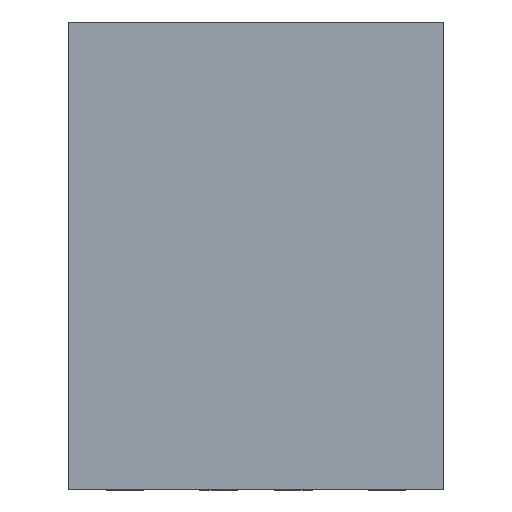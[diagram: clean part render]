
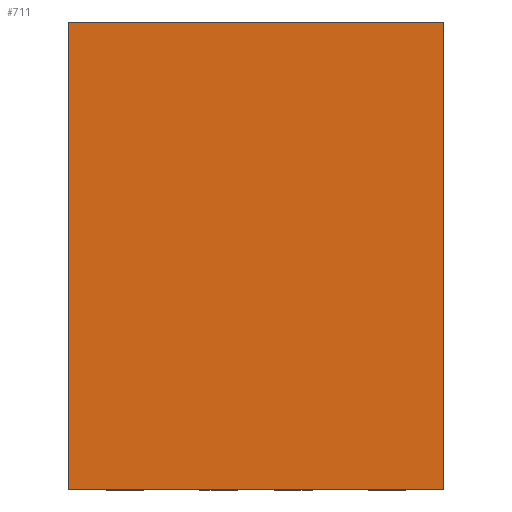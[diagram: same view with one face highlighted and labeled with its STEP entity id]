
A CAD part, top view. The second image highlights one B-rep face of the part: STEP entity #711.
In plain terms, the highlighted planar face has unit normal (0, 0, 1).
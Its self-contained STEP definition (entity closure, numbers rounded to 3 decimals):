
#24 = VERTEX_POINT('',#25);
#25 = CARTESIAN_POINT('',(-1.,1.25,0.95));
#31 = EDGE_CURVE('',#24,#32,#34,.T.);
#32 = VERTEX_POINT('',#33);
#33 = CARTESIAN_POINT('',(1.,1.25,0.95));
#34 = LINE('',#35,#36);
#35 = CARTESIAN_POINT('',(-1.,1.25,0.95));
#36 = VECTOR('',#37,1.);
#37 = DIRECTION('',(1.,0.,0.));
#128 = VERTEX_POINT('',#129);
#129 = CARTESIAN_POINT('',(-1.,-1.25,0.95));
#135 = EDGE_CURVE('',#128,#24,#136,.T.);
#136 = LINE('',#137,#138);
#137 = CARTESIAN_POINT('',(-1.,-1.25,0.95));
#138 = VECTOR('',#139,1.);
#139 = DIRECTION('',(0.,1.,0.));
#189 = EDGE_CURVE('',#32,#190,#192,.T.);
#190 = VERTEX_POINT('',#191);
#191 = CARTESIAN_POINT('',(1.,-1.25,0.95));
#192 = LINE('',#193,#194);
#193 = CARTESIAN_POINT('',(1.,1.25,0.95));
#194 = VECTOR('',#195,1.);
#195 = DIRECTION('',(0.,-1.,0.));
#711 = ADVANCED_FACE('',(#712),#723,.T.);
#712 = FACE_BOUND('',#713,.F.);
#713 = EDGE_LOOP('',(#714,#715,#716,#722));
#714 = ORIENTED_EDGE('',*,*,#31,.T.);
#715 = ORIENTED_EDGE('',*,*,#189,.T.);
#716 = ORIENTED_EDGE('',*,*,#717,.T.);
#717 = EDGE_CURVE('',#190,#128,#718,.T.);
#718 = LINE('',#719,#720);
#719 = CARTESIAN_POINT('',(1.,-1.25,0.95));
#720 = VECTOR('',#721,1.);
#721 = DIRECTION('',(-1.,0.,0.));
#722 = ORIENTED_EDGE('',*,*,#135,.T.);
#723 = PLANE('',#724);
#724 = AXIS2_PLACEMENT_3D('',#725,#726,#727);
#725 = CARTESIAN_POINT('',(0.,0.,0.95));
#726 = DIRECTION('',(0.,0.,1.));
#727 = DIRECTION('',(1.,0.,0.));
